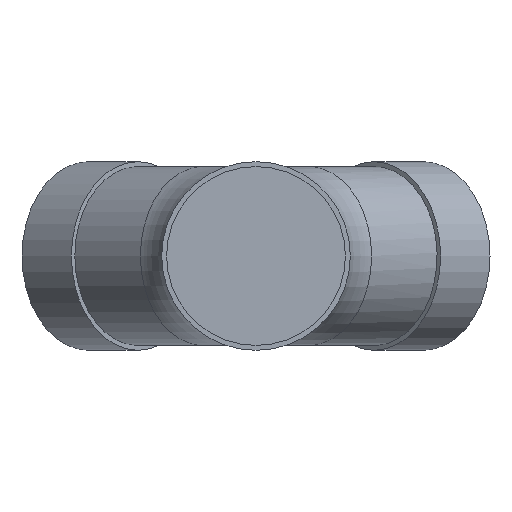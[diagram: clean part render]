
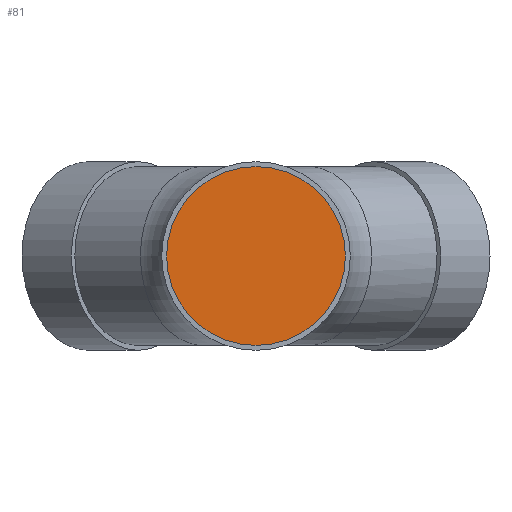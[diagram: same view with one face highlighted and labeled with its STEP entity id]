
A CAD part, front view. The second image highlights one B-rep face of the part: STEP entity #81.
In plain terms, the highlighted planar face has unit normal (0, -1, 0).
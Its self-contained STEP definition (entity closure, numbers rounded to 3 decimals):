
#81 = ADVANCED_FACE( '', ( #170 ), #171, .T. );
#170 = FACE_OUTER_BOUND( '', #274, .T. );
#171 = PLANE( '', #275 );
#274 = EDGE_LOOP( '', ( #377 ) );
#275 = AXIS2_PLACEMENT_3D( '', #378, #379, #380 );
#377 = ORIENTED_EDGE( '', *, *, #517, .T. );
#378 = CARTESIAN_POINT( '', ( 0., 40., 0. ) );
#379 = DIRECTION( '', ( 0., -1., 0. ) );
#380 = DIRECTION( '', ( 0., 0., -1. ) );
#517 = EDGE_CURVE( '', #581, #581, #582, .T. );
#581 = VERTEX_POINT( '', #659 );
#582 = CIRCLE( '', #660, 55. );
#659 = CARTESIAN_POINT( '', ( 0., 40., -55. ) );
#660 = AXIS2_PLACEMENT_3D( '', #854, #855, #856 );
#854 = CARTESIAN_POINT( '', ( 0., 40., 0. ) );
#855 = DIRECTION( '', ( 0., -1., 0. ) );
#856 = DIRECTION( '', ( 0., 0., -1. ) );
